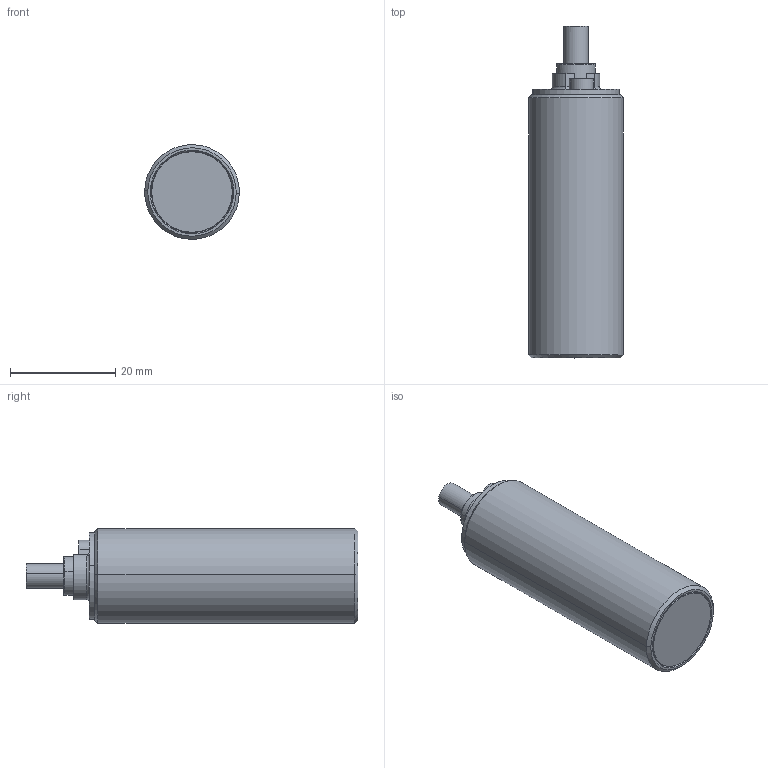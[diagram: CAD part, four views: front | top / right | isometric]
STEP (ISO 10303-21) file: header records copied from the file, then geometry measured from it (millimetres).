
FILE_DESCRIPTION((''),'2;1');
FILE_NAME('DM_CAD-6681_SW0001','2019-08-13T11:29:45',('creinig-se'),(''),'CREO PARAMETRIC BY PTC INC, 2018420','CREO PARAMETRIC BY PTC INC, 2018420','');
FILE_SCHEMA(('CONFIG_CONTROL_DESIGN','SHAPE_APPEARANCE_LAYERS_GROUPS'));
Length unit declared in the file: millimetre
Products named in the file (1): DM_CAD-6681_SW0001
Bounding box: 17.99 x 63.05 x 17.99 mm (x, y, z)
Volume: 13237 mm3; surface area: 3848.4 mm2
Topology: 1 solids, 1 shells, 57 faces, 208 edges, 205 vertices
Faces by surface type: plane 24, cylinder 21, cone 6, torus 6
Entity records: 2813 total; most frequent: DIRECTION 423, CARTESIAN_POINT 388, ORIENTED_EDGE 314, AXIS2_PLACEMENT_3D 159, EDGE_CURVE 157, PRESENTATION_STYLE_ASSIGNMENT 109, STYLED_ITEM 109, VECTOR 105
